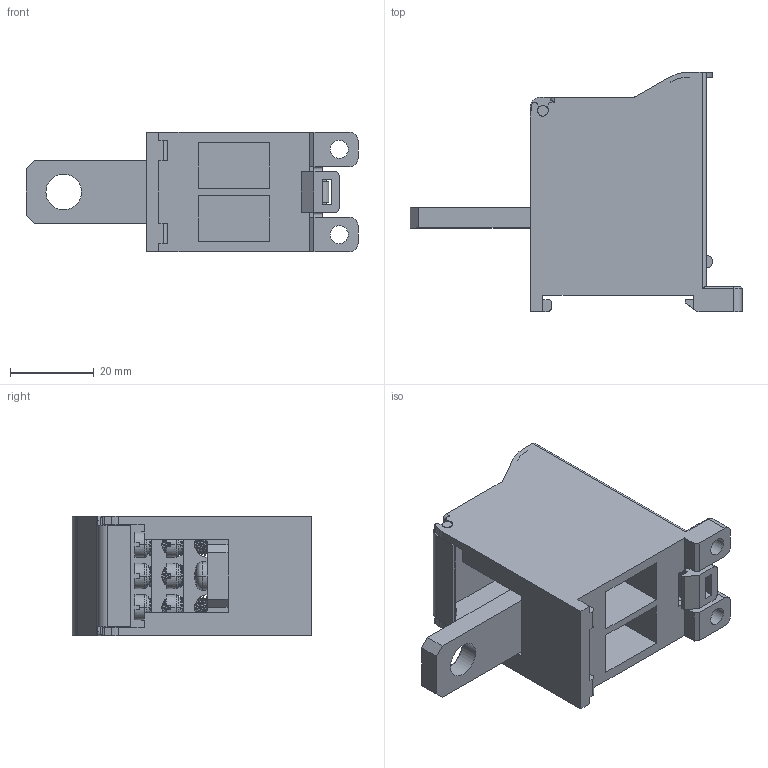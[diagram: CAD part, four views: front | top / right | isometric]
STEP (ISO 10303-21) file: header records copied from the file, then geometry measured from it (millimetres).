
FILE_DESCRIPTION((''),'2;1');
FILE_NAME('8YB754779-3','2022-08-30T',('ASUS'),(''),'PRO/ENGINEER BY PARAMETRIC TECHNOLOGY CORPORATION, 2013230','PRO/ENGINEER BY PARAMETRIC TECHNOLOGY CORPORATION, 2013230','');
FILE_SCHEMA(('CONFIG_CONTROL_DESIGN'));
Products named in the file (1): 8YB754779-3
Bounding box: 79.2 x 57.2 x 28.5 mm (x, y, z)
Volume: 27909.4 mm3; surface area: 26536.7 mm2
Topology: 1 solids, 4 shells, 834 faces, 2524 edges, 1626 vertices
Faces by surface type: cylinder 315, plane 293, bspline 145, cone 47, torus 20, sphere 14
Entity records: 58113 total; most frequent: CARTESIAN_POINT 37128, ORIENTED_EDGE 5018, DIRECTION 3493, EDGE_CURVE 2509, VERTEX_POINT 1626, AXIS2_PLACEMENT_3D 1185, VECTOR 1123, LINE 1123
